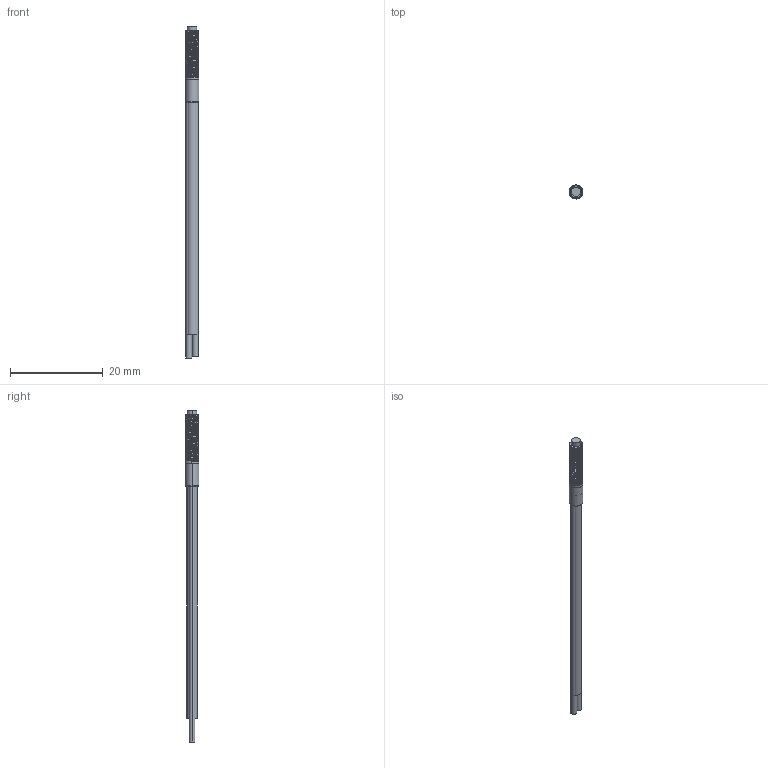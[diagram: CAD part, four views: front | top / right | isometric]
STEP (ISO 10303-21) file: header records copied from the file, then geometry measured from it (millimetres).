
FILE_DESCRIPTION (( 'STEP AP214' ), '1' );
FILE_NAME ('FOACAMPDRC32_3D.STEP', '2022-02-03T19:06:14', ( '' ), ( '' ), 'SwSTEP 2.0', 'SolidWorks 2021', '' );
FILE_SCHEMA (( 'AUTOMOTIVE_DESIGN' ));
Length unit declared in the file: inch
Products named in the file (4): M4-COVER_ANY; M3-BODY_ANY; LINE125_ANY; FOACAMPDRC32_3D
Assembly tree (4 placements, depth 2):
  FOACAMPDRC32_3D
    M3-BODY_ANY
    M4-COVER_ANY
    LINE125_ANY  x2
Bounding box: 3 x 3 x 71.58 mm (x, y, z)
Volume: 441.3 mm3; surface area: 1102.3 mm2
Topology: 4 solids, 4 shells, 122 faces, 317 edges, 207 vertices
Faces by surface type: cylinder 84, bspline 22, plane 14, cone 2
Entity records: 27701 total; most frequent: CARTESIAN_POINT 25016, ORIENTED_EDGE 622, DIRECTION 357, EDGE_CURVE 311, VERTEX_POINT 203, B_SPLINE_CURVE_WITH_KNOTS 183, AXIS2_PLACEMENT_3D 126, EDGE_LOOP 122
